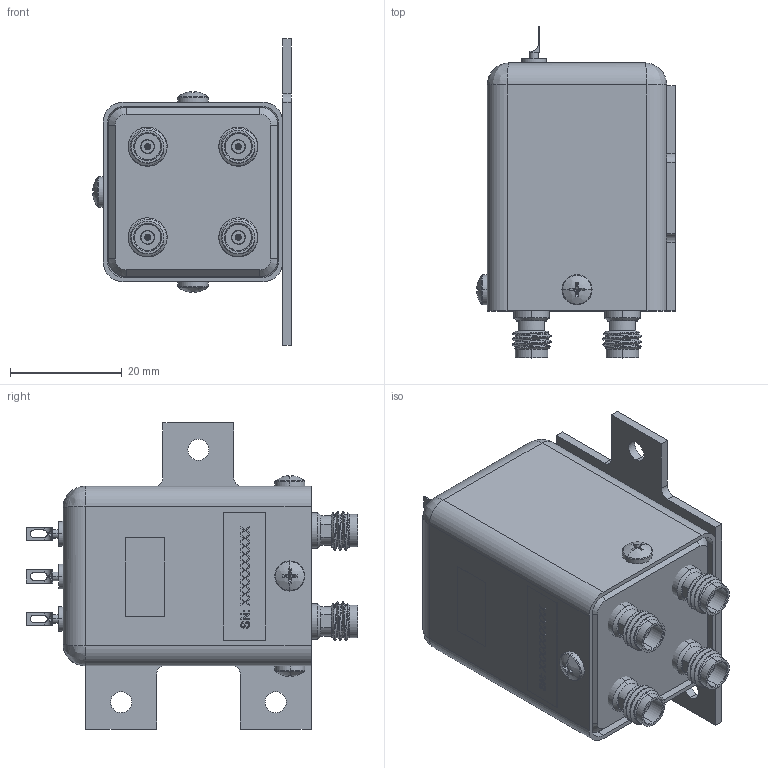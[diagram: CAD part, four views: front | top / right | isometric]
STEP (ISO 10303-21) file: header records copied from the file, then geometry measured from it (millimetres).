
FILE_DESCRIPTION (( 'STEP AP214' ), '1' );
FILE_NAME ('FMSW6582_3D.step', '2023-02-17T21:48:47', ( '' ), ( '' ), 'SwSTEP 2.0', 'SolidWorks 2022', '' );
FILE_SCHEMA (( 'AUTOMOTIVE_DESIGN' ));
Length unit declared in the file: inch
Products named in the file (9): A22021007_3; A12075Y05_-203_3; 50GCONN_3; FMSW6582_3D; A12075Y05_-403_3; R040691-e360_-03_9; R09003-3HOLE_2; R040194-e360_3; A12075Y04_-401_5
Assembly tree (15 placements, depth 2):
  FMSW6582_3D
    A22021007_3
    R09003-3HOLE_2
    A12075Y05_-203_3
    A12075Y05_-403_3
    A12075Y04_-401_5  x3
    R040691-e360_-03_9  x3
    R040194-e360_3
    50GCONN_3  x4
Bounding box: 35.56 x 59.45 x 54.86 mm (x, y, z)
Volume: 15329.6 mm3; surface area: 22124.3 mm2
Topology: 27 solids, 31 shells, 975 faces, 2378 edges, 1506 vertices
Faces by surface type: plane 404, cylinder 268, bspline 179, cone 124
Entity records: 23789 total; most frequent: CARTESIAN_POINT 7964, ORIENTED_EDGE 2730, DIRECTION 2329, EDGE_CURVE 1365, VERTEX_POINT 885, LINE 841, VECTOR 841, AXIS2_PLACEMENT_3D 744
